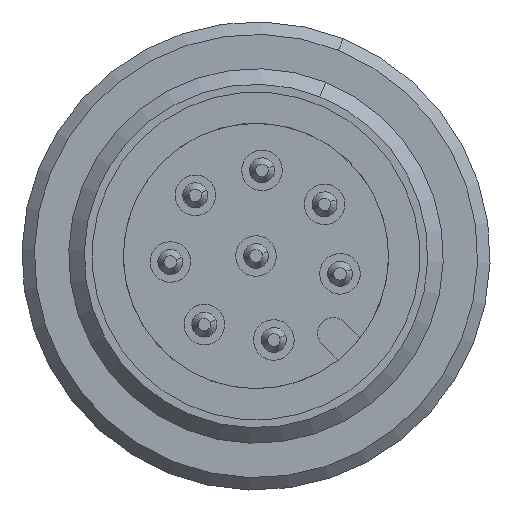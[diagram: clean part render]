
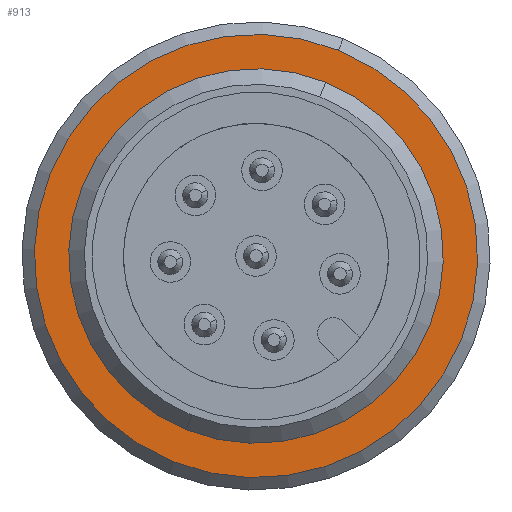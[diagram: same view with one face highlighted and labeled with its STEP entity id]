
A CAD part, front view. The second image highlights one B-rep face of the part: STEP entity #913.
In plain terms, the highlighted planar face has unit normal (0, -1, 0).
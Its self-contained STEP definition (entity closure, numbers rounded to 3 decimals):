
#721=FACE_BOUND('',#1423,.T.);
#722=FACE_BOUND('',#1424,.T.);
#913=ADVANCED_FACE('',(#721,#722),#1017,.F.);
#1017=PLANE('',#4249);
#1423=EDGE_LOOP('',(#2372,#2373));
#1424=EDGE_LOOP('',(#2374,#2375));
#2372=ORIENTED_EDGE('',*,*,#3405,.T.);
#2373=ORIENTED_EDGE('',*,*,#3408,.T.);
#2374=ORIENTED_EDGE('',*,*,#3437,.T.);
#2375=ORIENTED_EDGE('',*,*,#3439,.T.);
#2902=VERTEX_POINT('',#9069);
#2903=VERTEX_POINT('',#9070);
#2922=VERTEX_POINT('',#9135);
#2923=VERTEX_POINT('',#9137);
#3405=EDGE_CURVE('',#2902,#2903,#3770,.T.);
#3408=EDGE_CURVE('',#2903,#2902,#3771,.T.);
#3437=EDGE_CURVE('',#2923,#2922,#3789,.T.);
#3439=EDGE_CURVE('',#2922,#2923,#3790,.T.);
#3770=CIRCLE('',#4208,6.);
#3771=CIRCLE('',#4210,6.);
#3789=CIRCLE('',#4242,7.1);
#3790=CIRCLE('',#4244,7.1);
#4208=AXIS2_PLACEMENT_3D('',#9068,#5158,#5159);
#4210=AXIS2_PLACEMENT_3D('',#9074,#5164,#5165);
#4242=AXIS2_PLACEMENT_3D('',#9136,#5239,#5240);
#4244=AXIS2_PLACEMENT_3D('',#9140,#5244,#5245);
#4249=AXIS2_PLACEMENT_3D('',#9145,#5254,#5255);
#5158=DIRECTION('',(0.,1.,0.));
#5159=DIRECTION('',(0.372,0.,0.928));
#5164=DIRECTION('',(0.,1.,0.));
#5165=DIRECTION('',(-0.372,0.,-0.928));
#5239=DIRECTION('',(0.,-1.,0.));
#5240=DIRECTION('',(-0.372,0.,-0.928));
#5244=DIRECTION('',(0.,-1.,0.));
#5245=DIRECTION('',(0.372,0.,0.928));
#5254=DIRECTION('',(0.,1.,0.));
#5255=DIRECTION('',(-0.372,0.,-0.928));
#9068=CARTESIAN_POINT('',(0.,9.2,0.));
#9069=CARTESIAN_POINT('',(2.233,9.2,5.569));
#9070=CARTESIAN_POINT('',(-2.233,9.2,-5.569));
#9074=CARTESIAN_POINT('',(0.,9.2,0.));
#9135=CARTESIAN_POINT('',(2.642,9.2,6.59));
#9136=CARTESIAN_POINT('',(0.,9.2,0.));
#9137=CARTESIAN_POINT('',(-2.642,9.2,-6.59));
#9140=CARTESIAN_POINT('',(0.,9.2,0.));
#9145=CARTESIAN_POINT('',(-5.569,9.2,2.233));
